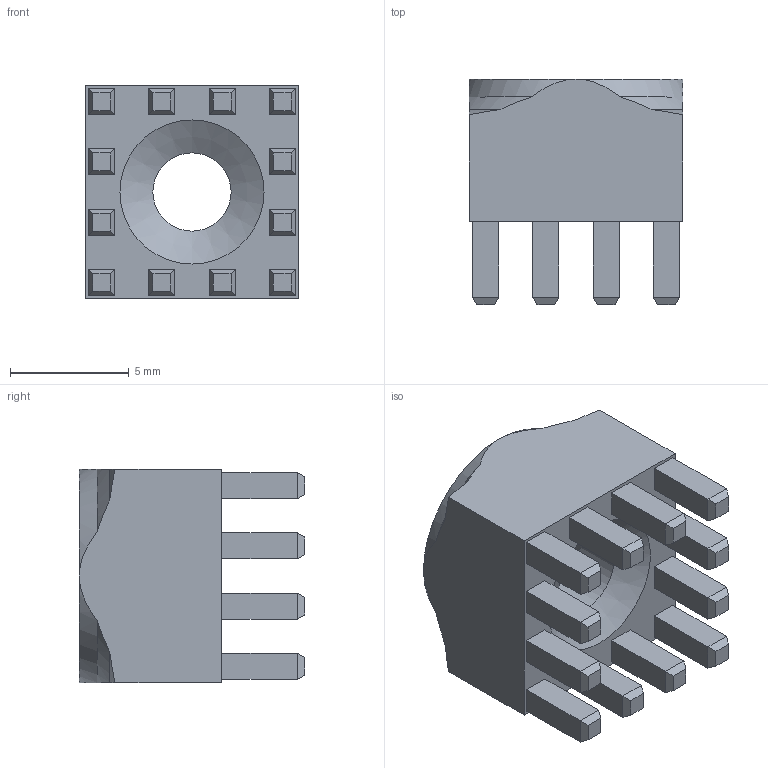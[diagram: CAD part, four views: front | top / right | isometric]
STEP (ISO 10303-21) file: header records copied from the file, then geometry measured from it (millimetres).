
FILE_DESCRIPTION(/* description */ ('STEP AP214'),/* implementation_level */ '2;1');
FILE_NAME(/* name */ '225688-2.stp',/* time_stamp */ '2023-10-31T09:44:54-03:00',/* author */ ('rogerio.marcondeli'),/* organization */ ('ERNI Electronics GmbH'),/* preprocessor_version */ 'ST-DEVELOPER v18.1',/* originating_system */ 'Autodesk Inventor 2022',/* authorisation */ '');
FILE_SCHEMA (('AUTOMOTIVE_DESIGN { 1 0 10303 214 3 1 1 }'));
Length unit declared in the file: millimetre
Products named in the file (1): 225688
Bounding box: 9 x 9.5 x 9 mm (x, y, z)
Volume: 463.4 mm3; surface area: 577 mm2
Topology: 1 solids, 1 shells, 128 faces, 290 edges, 176 vertices
Faces by surface type: plane 114, cone 13, cylinder 1
Full cylindrical faces by diameter (mm): 3.3 x1
Entity records: 3614 total; most frequent: CARTESIAN_POINT 643, ORIENTED_EDGE 580, DIRECTION 540, EDGE_CURVE 290, LINE 250, VECTOR 250, VERTEX_POINT 176, AXIS2_PLACEMENT_3D 145
